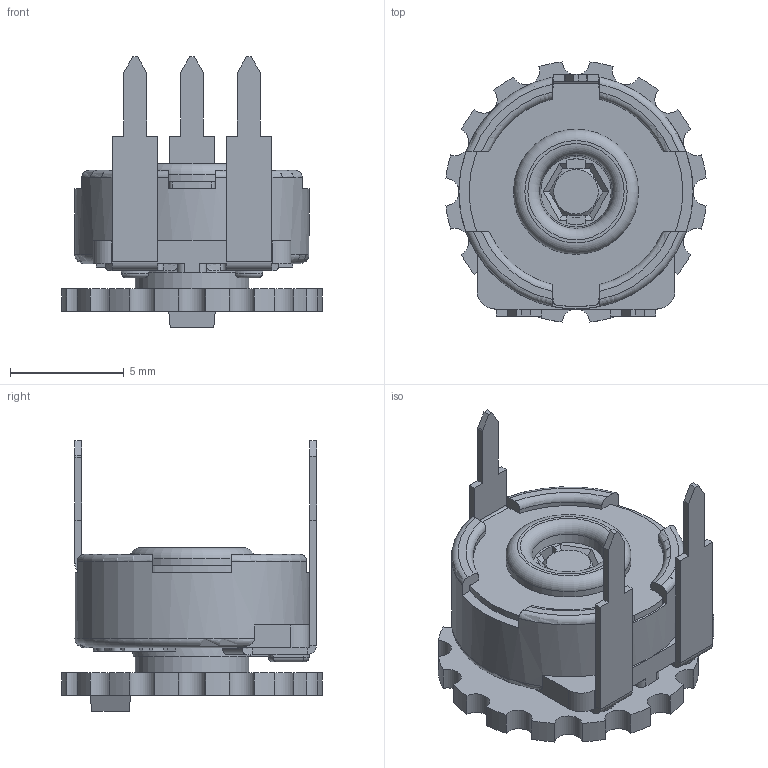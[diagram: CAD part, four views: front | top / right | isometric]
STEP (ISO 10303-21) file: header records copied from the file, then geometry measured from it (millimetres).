
FILE_DESCRIPTION (( 'STEP AP203' ), '1' );
FILE_NAME ('PT10YV10-FIG 05.STEP', '2021-03-01T14:22:24', ( '' ), ( '' ), 'SwSTEP 2.0', 'SolidWorks 2018', '' );
FILE_SCHEMA (( 'CONFIG_CONTROL_DESIGN' ));
Length unit declared in the file: millimetre
Products named in the file (7): PT10YV10-FIG 05-BOTON; PT10YV10-FIG 05-TERMINAL IZQUIERDO; PT10YV10-FIG 05-PORTACURSOR_Predeterminada; PT10YV10-FIG 05; PT10YV10-FIG 05-CARCASA; PT10YV10-FIG 05-COLECTOR; PT10YV10-FIG 05-TERMINAL DERECHO
Assembly tree (6 placements, depth 2):
  PT10YV10-FIG 05
    PT10YV10-FIG 05-CARCASA
    PT10YV10-FIG 05-TERMINAL DERECHO
    PT10YV10-FIG 05-TERMINAL IZQUIERDO
    PT10YV10-FIG 05-COLECTOR
    PT10YV10-FIG 05-PORTACURSOR_Predeterminada
    PT10YV10-FIG 05-BOTON
Bounding box: 11.44 x 11.44 x 11.9 mm (x, y, z)
Volume: 296.4 mm3; surface area: 1137.4 mm2
Topology: 6 solids, 6 shells, 552 faces, 1468 edges, 965 vertices
Faces by surface type: plane 353, cylinder 108, bspline 72, torus 17, cone 2
Full cylindrical faces by diameter (mm): 2.4 x1, 3 x1, 3.15 x1, 4.4 x1, 4.6 x1, 5 x1, 5.2 x1, 5.4 x1, 5.5 x1, 9 x1, 10 x1, 10.3 x1
Entity records: 21280 total; most frequent: CARTESIAN_POINT 7251, ORIENTED_EDGE 2890, DIRECTION 2467, EDGE_CURVE 1445, VECTOR 1015, LINE 1015, VERTEX_POINT 960, AXIS2_PLACEMENT_3D 726
